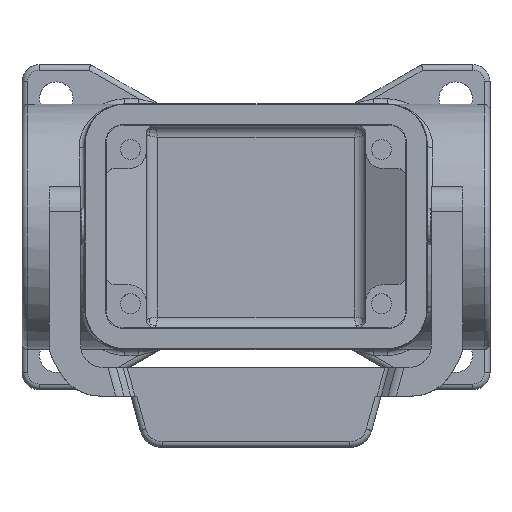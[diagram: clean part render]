
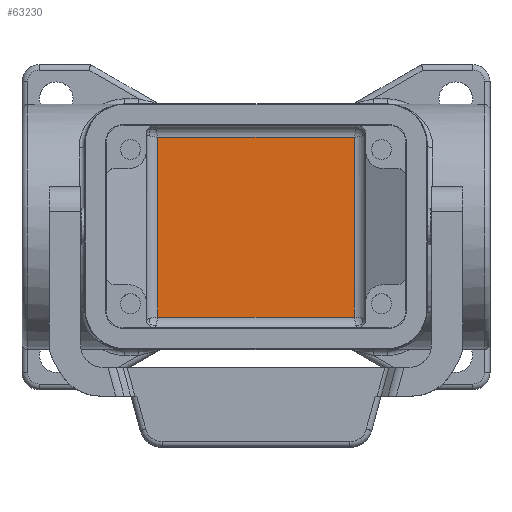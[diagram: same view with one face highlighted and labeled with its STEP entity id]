
A CAD part, top view. The second image highlights one B-rep face of the part: STEP entity #63230.
In plain terms, the highlighted face is planar.
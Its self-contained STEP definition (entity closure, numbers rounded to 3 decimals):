
#62840=CARTESIAN_POINT('',(0.,0.,67.
));
#62850=DIRECTION('',(0.,0.,1.));
#62860=DIRECTION('',(1.,0.,0.));
#62870=AXIS2_PLACEMENT_3D('',#62840,#62850,#62860);
#62880=PLANE('',#62870);
#62890=CARTESIAN_POINT('',(17.441,0.,67.));
#62900=DIRECTION('',(0.,1.,0.));
#62910=VECTOR('',#62900,1.);
#62920=LINE('',#62890,#62910);
#62930=CARTESIAN_POINT('',(17.441,17.501,67.));
#62940=VERTEX_POINT('',#62930);
#62950=CARTESIAN_POINT('',(17.441,49.001,67.));
#62960=VERTEX_POINT('',#62950);
#62970=EDGE_CURVE('',#62940,#62960,#62920,.T.);
#62980=ORIENTED_EDGE('',*,*,#62970,.T.);
#62990=CARTESIAN_POINT('',(0.,17.501,67.));
#63000=DIRECTION('',(-1.,0.,0.));
#63010=VECTOR('',#63000,1.);
#63020=LINE('',#62990,#63010);
#63030=CARTESIAN_POINT('',(51.941,17.501,67.));
#63040=VERTEX_POINT('',#63030);
#63050=EDGE_CURVE('',#63040,#62940,#63020,.T.);
#63060=ORIENTED_EDGE('',*,*,#63050,.T.);
#63070=CARTESIAN_POINT('',(51.941,0.,67.));
#63080=DIRECTION('',(0.,1.,0.));
#63090=VECTOR('',#63080,1.);
#63100=LINE('',#63070,#63090);
#63110=CARTESIAN_POINT('',(51.941,49.001,67.));
#63120=VERTEX_POINT('',#63110);
#63130=EDGE_CURVE('',#63040,#63120,#63100,.T.);
#63140=ORIENTED_EDGE('',*,*,#63130,.F.);
#63150=CARTESIAN_POINT('',(0.,49.001,67.));
#63160=DIRECTION('',(1.,0.,0.));
#63170=VECTOR('',#63160,1.);
#63180=LINE('',#63150,#63170);
#63190=EDGE_CURVE('',#62960,#63120,#63180,.T.);
#63200=ORIENTED_EDGE('',*,*,#63190,.T.);
#63210=EDGE_LOOP('',(#63200,#63140,#63060,#62980));
#63220=FACE_OUTER_BOUND('',#63210,.T.);
#63230=ADVANCED_FACE('',(#63220),#62880,.F.);
